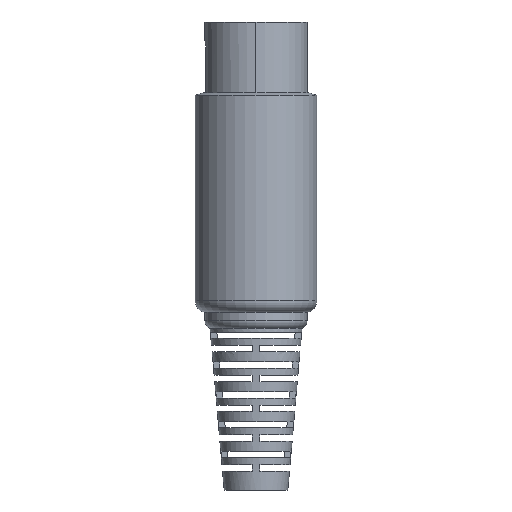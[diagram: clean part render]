
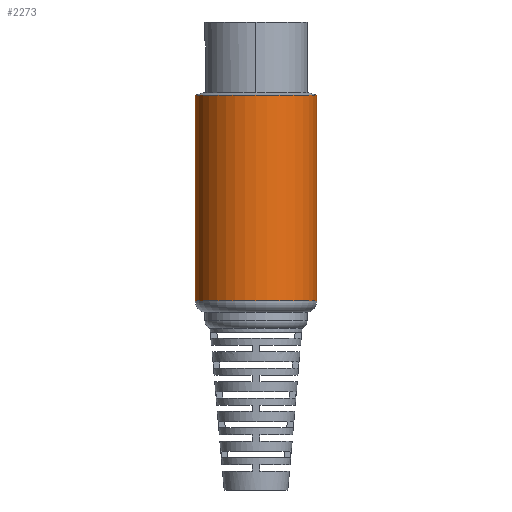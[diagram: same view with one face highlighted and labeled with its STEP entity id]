
A CAD part, left-side view. The second image highlights one B-rep face of the part: STEP entity #2273.
In plain terms, the highlighted cylindrical face has radius 7.745 mm (diameter 15.49 mm), a partial arc.
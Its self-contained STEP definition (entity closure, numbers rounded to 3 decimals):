
#10 = CIRCLE ( 'NONE', #4735, 7.745 ) ;
#250 = VERTEX_POINT ( 'NONE', #1845 ) ;
#332 = DIRECTION ( 'NONE',  ( 0., 0., -1. ) ) ;
#396 = CARTESIAN_POINT ( 'NONE',  ( 0., -7.745, -35.502 ) ) ;
#546 = EDGE_LOOP ( 'NONE', ( #5543, #3241, #4342, #6222 ) ) ;
#708 = EDGE_CURVE ( 'NONE', #6810, #5347, #828, .T. ) ;
#736 = CARTESIAN_POINT ( 'NONE',  ( 0., 0., -9.312 ) ) ;
#828 = LINE ( 'NONE', #2573, #6332 ) ;
#1284 = DIRECTION ( 'NONE',  ( 0., -1., 0. ) ) ;
#1686 = DIRECTION ( 'NONE',  ( 0., 0., 1. ) ) ;
#1714 = CYLINDRICAL_SURFACE ( 'NONE', #4480, 7.745 ) ;
#1845 = CARTESIAN_POINT ( 'NONE',  ( 0., -7.745, -9.312 ) ) ;
#1927 = CARTESIAN_POINT ( 'NONE',  ( 0., 0., -61.385 ) ) ;
#2082 = EDGE_CURVE ( 'NONE', #5347, #4240, #10, .T. ) ;
#2174 = AXIS2_PLACEMENT_3D ( 'NONE', #736, #4470, #1284 ) ;
#2273 = ADVANCED_FACE ( 'NONE', ( #5031 ), #1714, .T. ) ;
#2310 = VECTOR ( 'NONE', #5287, 1000. ) ;
#2485 = CIRCLE ( 'NONE', #2174, 7.745 ) ;
#2573 = CARTESIAN_POINT ( 'NONE',  ( 0., 7.745, -61.385 ) ) ;
#2606 = CARTESIAN_POINT ( 'NONE',  ( 0., 7.745, -9.312 ) ) ;
#3241 = ORIENTED_EDGE ( 'NONE', *, *, #3959, .T. ) ;
#3252 = DIRECTION ( 'NONE',  ( 0., 0., -1. ) ) ;
#3730 = LINE ( 'NONE', #5802, #2310 ) ;
#3959 = EDGE_CURVE ( 'NONE', #250, #6810, #2485, .T. ) ;
#4240 = VERTEX_POINT ( 'NONE', #396 ) ;
#4342 = ORIENTED_EDGE ( 'NONE', *, *, #708, .T. ) ;
#4470 = DIRECTION ( 'NONE',  ( 0., 0., -1. ) ) ;
#4480 = AXIS2_PLACEMENT_3D ( 'NONE', #1927, #332, #6275 ) ;
#4735 = AXIS2_PLACEMENT_3D ( 'NONE', #4857, #1686, #5399 ) ;
#4857 = CARTESIAN_POINT ( 'NONE',  ( 0., 0., -35.502 ) ) ;
#5031 = FACE_OUTER_BOUND ( 'NONE', #546, .T. ) ;
#5287 = DIRECTION ( 'NONE',  ( 0., 0., -1. ) ) ;
#5347 = VERTEX_POINT ( 'NONE', #5908 ) ;
#5399 = DIRECTION ( 'NONE',  ( 0., 1., 0. ) ) ;
#5543 = ORIENTED_EDGE ( 'NONE', *, *, #6839, .F. ) ;
#5802 = CARTESIAN_POINT ( 'NONE',  ( 0., -7.745, -61.385 ) ) ;
#5908 = CARTESIAN_POINT ( 'NONE',  ( 0., 7.745, -35.502 ) ) ;
#6222 = ORIENTED_EDGE ( 'NONE', *, *, #2082, .T. ) ;
#6275 = DIRECTION ( 'NONE',  ( 0., 1., 0. ) ) ;
#6332 = VECTOR ( 'NONE', #3252, 1000. ) ;
#6810 = VERTEX_POINT ( 'NONE', #2606 ) ;
#6839 = EDGE_CURVE ( 'NONE', #250, #4240, #3730, .T. ) ;
